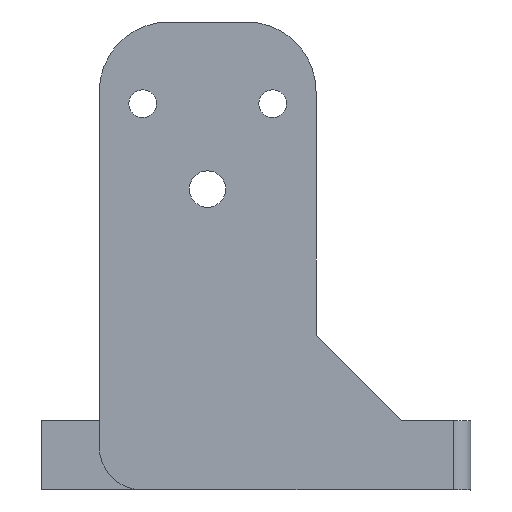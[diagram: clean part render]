
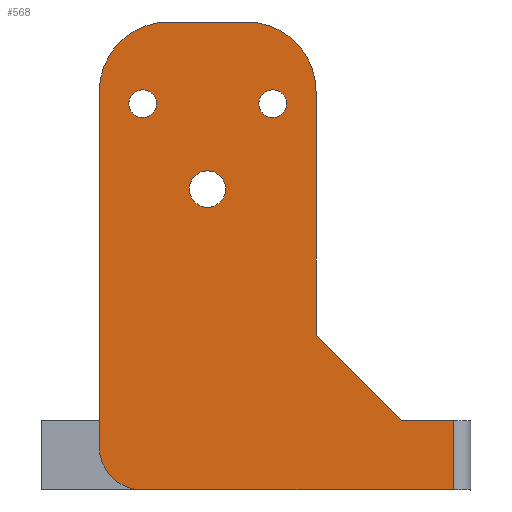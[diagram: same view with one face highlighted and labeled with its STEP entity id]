
A CAD part, front view. The second image highlights one B-rep face of the part: STEP entity #568.
In plain terms, the highlighted planar face has unit normal (0, -1, 0).
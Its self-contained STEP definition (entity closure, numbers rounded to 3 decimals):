
#21=FACE_BOUND('',#105,.T.);
#22=FACE_BOUND('',#106,.T.);
#23=FACE_BOUND('',#107,.T.);
#38=PLANE('',#640);
#68=FACE_OUTER_BOUND('',#104,.T.);
#104=EDGE_LOOP('',(#491,#492,#493,#494,#495,#496,#497,#498,#499,#500));
#105=EDGE_LOOP('',(#501));
#106=EDGE_LOOP('',(#502));
#107=EDGE_LOOP('',(#503));
#119=LINE('',#828,#169);
#150=LINE('',#940,#200);
#153=LINE('',#947,#203);
#156=LINE('',#958,#206);
#158=LINE('',#961,#208);
#159=LINE('',#963,#209);
#160=LINE('',#964,#210);
#169=VECTOR('',#659,10.);
#200=VECTOR('',#776,10.);
#203=VECTOR('',#783,10.);
#206=VECTOR('',#794,10.);
#208=VECTOR('',#798,10.);
#209=VECTOR('',#799,10.);
#210=VECTOR('',#800,10.);
#216=CIRCLE('',#589,8.);
#217=CIRCLE('',#592,8.);
#219=CIRCLE('',#595,2.1);
#221=CIRCLE('',#598,1.6);
#223=CIRCLE('',#601,1.6);
#241=CIRCLE('',#637,5.);
#245=VERTEX_POINT('',#818);
#246=VERTEX_POINT('',#820);
#248=VERTEX_POINT('',#826);
#249=VERTEX_POINT('',#830);
#251=VERTEX_POINT('',#836);
#253=VERTEX_POINT('',#842);
#255=VERTEX_POINT('',#848);
#285=VERTEX_POINT('',#937);
#286=VERTEX_POINT('',#939);
#288=VERTEX_POINT('',#944);
#289=VERTEX_POINT('',#949);
#291=VERTEX_POINT('',#955);
#293=VERTEX_POINT('',#962);
#297=EDGE_CURVE('',#245,#246,#216,.T.);
#301=EDGE_CURVE('',#248,#245,#119,.T.);
#302=EDGE_CURVE('',#249,#248,#217,.T.);
#305=EDGE_CURVE('',#251,#251,#219,.T.);
#308=EDGE_CURVE('',#253,#253,#221,.T.);
#311=EDGE_CURVE('',#255,#255,#223,.T.);
#355=EDGE_CURVE('',#285,#286,#150,.T.);
#359=EDGE_CURVE('',#288,#286,#153,.F.);
#360=EDGE_CURVE('',#288,#289,#241,.T.);
#364=EDGE_CURVE('',#291,#285,#156,.F.);
#366=EDGE_CURVE('',#289,#249,#158,.T.);
#367=EDGE_CURVE('',#293,#291,#159,.T.);
#368=EDGE_CURVE('',#293,#246,#160,.F.);
#491=ORIENTED_EDGE('',*,*,#366,.F.);
#492=ORIENTED_EDGE('',*,*,#360,.F.);
#493=ORIENTED_EDGE('',*,*,#359,.T.);
#494=ORIENTED_EDGE('',*,*,#355,.F.);
#495=ORIENTED_EDGE('',*,*,#364,.F.);
#496=ORIENTED_EDGE('',*,*,#367,.F.);
#497=ORIENTED_EDGE('',*,*,#368,.T.);
#498=ORIENTED_EDGE('',*,*,#297,.F.);
#499=ORIENTED_EDGE('',*,*,#301,.F.);
#500=ORIENTED_EDGE('',*,*,#302,.F.);
#501=ORIENTED_EDGE('',*,*,#305,.T.);
#502=ORIENTED_EDGE('',*,*,#308,.T.);
#503=ORIENTED_EDGE('',*,*,#311,.T.);
#568=ADVANCED_FACE('',(#68,#21,#22,#23),#38,.T.);
#589=AXIS2_PLACEMENT_3D('',#821,#652,#653);
#592=AXIS2_PLACEMENT_3D('',#831,#662,#663);
#595=AXIS2_PLACEMENT_3D('',#837,#669,#670);
#598=AXIS2_PLACEMENT_3D('',#843,#676,#677);
#601=AXIS2_PLACEMENT_3D('',#849,#683,#684);
#637=AXIS2_PLACEMENT_3D('',#950,#786,#787);
#640=AXIS2_PLACEMENT_3D('',#960,#796,#797);
#652=DIRECTION('center_axis',(0.,1.,0.));
#653=DIRECTION('ref_axis',(0.707,0.,0.707));
#659=DIRECTION('',(1.,0.,0.));
#662=DIRECTION('center_axis',(0.,1.,0.));
#663=DIRECTION('ref_axis',(-0.707,0.,0.707));
#669=DIRECTION('center_axis',(0.,1.,0.));
#670=DIRECTION('ref_axis',(0.,0.,-1.));
#676=DIRECTION('center_axis',(0.,1.,0.));
#677=DIRECTION('ref_axis',(0.,0.,-1.));
#683=DIRECTION('center_axis',(0.,1.,0.));
#684=DIRECTION('ref_axis',(0.,0.,-1.));
#776=DIRECTION('',(0.,0.,-1.));
#783=DIRECTION('',(-1.,0.,0.));
#786=DIRECTION('center_axis',(0.,1.,0.));
#787=DIRECTION('ref_axis',(-0.707,0.,-0.707));
#794=DIRECTION('',(-1.,0.,0.));
#796=DIRECTION('center_axis',(0.,-1.,0.));
#797=DIRECTION('ref_axis',(1.,0.,0.));
#798=DIRECTION('',(0.,0.,1.));
#799=DIRECTION('',(0.707,0.,-0.707));
#800=DIRECTION('',(0.,0.,-1.));
#818=CARTESIAN_POINT('',(-146.,-47.304,112.233));
#820=CARTESIAN_POINT('',(-138.,-47.304,104.233));
#821=CARTESIAN_POINT('Origin',(-146.,-47.304,104.233));
#826=CARTESIAN_POINT('',(-155.007,-47.304,112.233));
#828=CARTESIAN_POINT('',(-159.255,-47.304,112.233));
#830=CARTESIAN_POINT('',(-163.007,-47.304,104.233));
#831=CARTESIAN_POINT('Origin',(-155.007,-47.304,104.233));
#836=CARTESIAN_POINT('',(-150.521,-47.304,95.052));
#837=CARTESIAN_POINT('Origin',(-150.521,-47.304,92.952));
#842=CARTESIAN_POINT('',(-143.003,-47.304,104.402));
#843=CARTESIAN_POINT('Origin',(-143.003,-47.304,102.802));
#848=CARTESIAN_POINT('',(-158.003,-47.304,104.402));
#849=CARTESIAN_POINT('Origin',(-158.003,-47.304,102.802));
#937=CARTESIAN_POINT('',(-122.15,-47.304,66.233));
#939=CARTESIAN_POINT('',(-122.15,-47.304,58.233));
#940=CARTESIAN_POINT('',(-122.15,-47.304,55.733));
#944=CARTESIAN_POINT('',(-158.007,-47.304,58.233));
#947=CARTESIAN_POINT('',(-157.466,-47.304,58.233));
#949=CARTESIAN_POINT('',(-163.007,-47.304,63.233));
#950=CARTESIAN_POINT('Origin',(-158.007,-47.304,63.233));
#955=CARTESIAN_POINT('',(-128.15,-47.304,66.233));
#958=CARTESIAN_POINT('',(-157.466,-47.304,66.233));
#960=CARTESIAN_POINT('Origin',(-168.007,-47.304,53.233));
#961=CARTESIAN_POINT('',(-163.007,-47.304,53.233));
#962=CARTESIAN_POINT('',(-138.,-47.304,76.083));
#963=CARTESIAN_POINT('',(-137.327,-47.304,75.41));
#964=CARTESIAN_POINT('',(-138.,-47.304,67.233));
